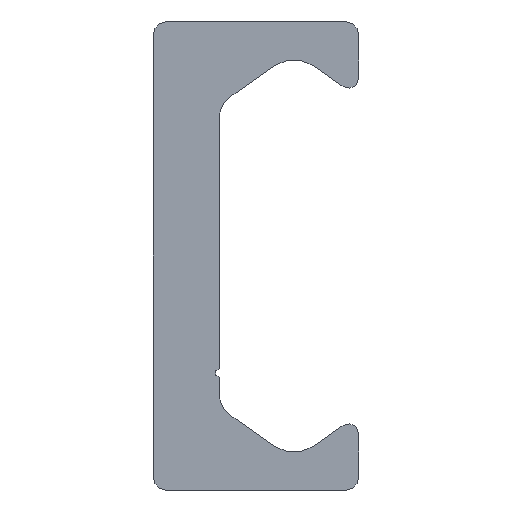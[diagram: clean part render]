
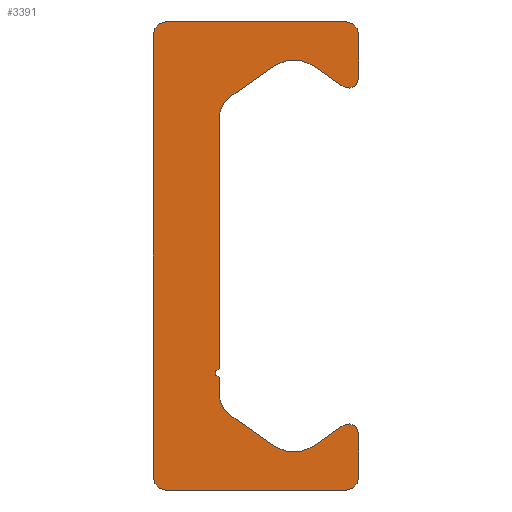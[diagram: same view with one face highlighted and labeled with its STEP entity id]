
A CAD part, left-side view. The second image highlights one B-rep face of the part: STEP entity #3391.
In plain terms, the highlighted planar face has unit normal (-1, 0, 0).
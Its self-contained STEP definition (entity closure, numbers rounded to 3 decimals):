
#2464=CARTESIAN_POINT('',(0.0,5.4,-14.));
#2465=VERTEX_POINT('',#2464);
#2472=CARTESIAN_POINT('',(0.0,6.15,-13.25));
#2473=VERTEX_POINT('',#2472);
#2474=CARTESIAN_POINT('',(0.0,5.4,-13.25));
#2475=DIRECTION('',(1.0,0.0,0.0));
#2476=DIRECTION('',(0.0,0.0,-1.0));
#2477=AXIS2_PLACEMENT_3D('',#2474,#2475,#2476);
#2478=CIRCLE('',#2477,0.75);
#2479=EDGE_CURVE('',#2465,#2473,#2478,.T.);
#2503=CARTESIAN_POINT('',(0.0,-5.4,-14.));
#2504=VERTEX_POINT('',#2503);
#2511=CARTESIAN_POINT('',(0.0,-5.4,-14.));
#2512=DIRECTION('',(0.0,1.0,0.0));
#2513=VECTOR('',#2512,10.8);
#2514=LINE('',#2511,#2513);
#2515=EDGE_CURVE('',#2504,#2465,#2514,.T.);
#2535=CARTESIAN_POINT('',(0.0,-6.15,-13.25));
#2536=VERTEX_POINT('',#2535);
#2543=CARTESIAN_POINT('',(0.0,-5.4,-13.25));
#2544=DIRECTION('',(1.0,0.0,0.0));
#2545=DIRECTION('',(0.0,-1.0,0.0));
#2546=AXIS2_PLACEMENT_3D('',#2543,#2544,#2545);
#2547=CIRCLE('',#2546,0.75);
#2548=EDGE_CURVE('',#2536,#2504,#2547,.T.);
#2567=CARTESIAN_POINT('',(0.0,-6.15,-10.63));
#2568=VERTEX_POINT('',#2567);
#2575=CARTESIAN_POINT('',(0.0,-6.15,-10.63));
#2576=DIRECTION('',(0.0,0.0,-1.0));
#2577=VECTOR('',#2576,2.62);
#2578=LINE('',#2575,#2577);
#2579=EDGE_CURVE('',#2568,#2536,#2578,.T.);
#2599=CARTESIAN_POINT('',(0.0,-5.206,-10.139));
#2600=VERTEX_POINT('',#2599);
#2607=CARTESIAN_POINT('',(0.0,-5.55,-10.63));
#2608=DIRECTION('',(1.0,0.0,0.0));
#2609=DIRECTION('',(0.0,0.574,0.819));
#2610=AXIS2_PLACEMENT_3D('',#2607,#2608,#2609);
#2611=CIRCLE('',#2610,0.6);
#2612=EDGE_CURVE('',#2600,#2568,#2611,.T.);
#2631=CARTESIAN_POINT('',(0.0,-3.417,-11.391));
#2632=VERTEX_POINT('',#2631);
#2639=CARTESIAN_POINT('',(0.0,-3.417,-11.391));
#2640=DIRECTION('',(0.0,-0.819,0.574));
#2641=VECTOR('',#2640,2.184);
#2642=LINE('',#2639,#2641);
#2643=EDGE_CURVE('',#2632,#2600,#2642,.T.);
#2663=CARTESIAN_POINT('',(0.0,-1.123,-11.391));
#2664=VERTEX_POINT('',#2663);
#2671=CARTESIAN_POINT('',(0.0,-2.27,-9.753));
#2672=DIRECTION('',(-1.0,0.0,0.0));
#2673=DIRECTION('',(0.0,0.574,0.819));
#2674=AXIS2_PLACEMENT_3D('',#2671,#2672,#2673);
#2675=CIRCLE('',#2674,2.0);
#2676=EDGE_CURVE('',#2664,#2632,#2675,.T.);
#2695=CARTESIAN_POINT('',(0.0,1.56,-9.512));
#2696=VERTEX_POINT('',#2695);
#2703=CARTESIAN_POINT('',(0.0,1.56,-9.512));
#2704=DIRECTION('',(0.0,-0.819,-0.574));
#2705=VECTOR('',#2704,3.276);
#2706=LINE('',#2703,#2705);
#2707=EDGE_CURVE('',#2696,#2664,#2706,.T.);
#2727=CARTESIAN_POINT('',(0.0,2.2,-8.283));
#2728=VERTEX_POINT('',#2727);
#2735=CARTESIAN_POINT('',(0.0,0.7,-8.283));
#2736=DIRECTION('',(-1.0,0.0,0.0));
#2737=DIRECTION('',(0.0,-0.574,0.819));
#2738=AXIS2_PLACEMENT_3D('',#2735,#2736,#2737);
#2739=CIRCLE('',#2738,1.5);
#2740=EDGE_CURVE('',#2728,#2696,#2739,.T.);
#2759=CARTESIAN_POINT('',(0.0,2.2,-7.25));
#2760=VERTEX_POINT('',#2759);
#2767=CARTESIAN_POINT('',(0.0,2.2,-7.25));
#2768=DIRECTION('',(0.0,0.0,-1.0));
#2769=VECTOR('',#2768,1.033);
#2770=LINE('',#2767,#2769);
#2771=EDGE_CURVE('',#2760,#2728,#2770,.T.);
#2791=CARTESIAN_POINT('',(0.0,2.2,-6.75));
#2792=VERTEX_POINT('',#2791);
#2799=CARTESIAN_POINT('',(0.0,2.2,-7.));
#2800=DIRECTION('',(-1.0,0.0,0.0));
#2801=DIRECTION('',(0.0,0.0,1.0));
#2802=AXIS2_PLACEMENT_3D('',#2799,#2800,#2801);
#2803=CIRCLE('',#2802,0.25);
#2804=EDGE_CURVE('',#2792,#2760,#2803,.T.);
#2823=CARTESIAN_POINT('',(0.0,2.2,8.283));
#2824=VERTEX_POINT('',#2823);
#2831=CARTESIAN_POINT('',(0.0,2.2,8.283));
#2832=DIRECTION('',(0.0,0.0,-1.0));
#2833=VECTOR('',#2832,15.033);
#2834=LINE('',#2831,#2833);
#2835=EDGE_CURVE('',#2824,#2792,#2834,.T.);
#2960=CARTESIAN_POINT('',(0.0,1.56,9.512));
#2961=VERTEX_POINT('',#2960);
#2968=CARTESIAN_POINT('',(0.0,0.7,8.283));
#2969=DIRECTION('',(-1.0,0.0,0.0));
#2970=DIRECTION('',(0.0,-1.0,0.0));
#2971=AXIS2_PLACEMENT_3D('',#2968,#2969,#2970);
#2972=CIRCLE('',#2971,1.5);
#2973=EDGE_CURVE('',#2961,#2824,#2972,.T.);
#2992=CARTESIAN_POINT('',(0.0,-1.123,11.391));
#2993=VERTEX_POINT('',#2992);
#3000=CARTESIAN_POINT('',(0.0,-1.123,11.391));
#3001=DIRECTION('',(0.0,0.819,-0.574));
#3002=VECTOR('',#3001,3.276);
#3003=LINE('',#3000,#3002);
#3004=EDGE_CURVE('',#2993,#2961,#3003,.T.);
#3024=CARTESIAN_POINT('',(0.0,-3.417,11.391));
#3025=VERTEX_POINT('',#3024);
#3032=CARTESIAN_POINT('',(0.0,-2.27,9.753));
#3033=DIRECTION('',(-1.0,0.0,0.0));
#3034=DIRECTION('',(0.0,-0.574,-0.819));
#3035=AXIS2_PLACEMENT_3D('',#3032,#3033,#3034);
#3036=CIRCLE('',#3035,2.0);
#3037=EDGE_CURVE('',#3025,#2993,#3036,.T.);
#3056=CARTESIAN_POINT('',(0.0,-5.206,10.139));
#3057=VERTEX_POINT('',#3056);
#3064=CARTESIAN_POINT('',(0.0,-5.206,10.139));
#3065=DIRECTION('',(0.0,0.819,0.574));
#3066=VECTOR('',#3065,2.184);
#3067=LINE('',#3064,#3066);
#3068=EDGE_CURVE('',#3057,#3025,#3067,.T.);
#3088=CARTESIAN_POINT('',(0.0,-6.15,10.63));
#3089=VERTEX_POINT('',#3088);
#3096=CARTESIAN_POINT('',(0.0,-5.55,10.63));
#3097=DIRECTION('',(1.0,0.0,0.0));
#3098=DIRECTION('',(0.0,-1.0,0.0));
#3099=AXIS2_PLACEMENT_3D('',#3096,#3097,#3098);
#3100=CIRCLE('',#3099,0.6);
#3101=EDGE_CURVE('',#3089,#3057,#3100,.T.);
#3120=CARTESIAN_POINT('',(0.0,-6.15,13.25));
#3121=VERTEX_POINT('',#3120);
#3128=CARTESIAN_POINT('',(0.0,-6.15,13.25));
#3129=DIRECTION('',(0.0,0.0,-1.0));
#3130=VECTOR('',#3129,2.62);
#3131=LINE('',#3128,#3130);
#3132=EDGE_CURVE('',#3121,#3089,#3131,.T.);
#3152=CARTESIAN_POINT('',(0.0,-5.4,14.));
#3153=VERTEX_POINT('',#3152);
#3160=CARTESIAN_POINT('',(0.0,-5.4,13.25));
#3161=DIRECTION('',(1.0,0.0,0.0));
#3162=DIRECTION('',(0.0,0.0,1.0));
#3163=AXIS2_PLACEMENT_3D('',#3160,#3161,#3162);
#3164=CIRCLE('',#3163,0.75);
#3165=EDGE_CURVE('',#3153,#3121,#3164,.T.);
#3184=CARTESIAN_POINT('',(0.0,5.4,14.));
#3185=VERTEX_POINT('',#3184);
#3192=CARTESIAN_POINT('',(0.0,5.4,14.));
#3193=DIRECTION('',(0.0,-1.0,0.0));
#3194=VECTOR('',#3193,10.8);
#3195=LINE('',#3192,#3194);
#3196=EDGE_CURVE('',#3185,#3153,#3195,.T.);
#3216=CARTESIAN_POINT('',(0.0,6.15,13.25));
#3217=VERTEX_POINT('',#3216);
#3224=CARTESIAN_POINT('',(0.0,5.4,13.25));
#3225=DIRECTION('',(1.0,0.0,0.0));
#3226=DIRECTION('',(0.0,1.0,0.0));
#3227=AXIS2_PLACEMENT_3D('',#3224,#3225,#3226);
#3228=CIRCLE('',#3227,0.75);
#3229=EDGE_CURVE('',#3217,#3185,#3228,.T.);
#3247=CARTESIAN_POINT('',(0.0,6.15,-13.25));
#3248=DIRECTION('',(0.0,0.0,1.0));
#3249=VECTOR('',#3248,26.5);
#3250=LINE('',#3247,#3249);
#3251=EDGE_CURVE('',#2473,#3217,#3250,.T.);
#3362=CARTESIAN_POINT('',(0.0,1.352,-0.021));
#3363=DIRECTION('',(1.0,0.0,0.0));
#3364=DIRECTION('',(0.0,0.0,-1.0));
#3365=AXIS2_PLACEMENT_3D('',#3362,#3363,#3364);
#3366=PLANE('',#3365);
#3367=ORIENTED_EDGE('',*,*,#3251,.F.);
#3368=ORIENTED_EDGE('',*,*,#2479,.F.);
#3369=ORIENTED_EDGE('',*,*,#2515,.F.);
#3370=ORIENTED_EDGE('',*,*,#2548,.F.);
#3371=ORIENTED_EDGE('',*,*,#2579,.F.);
#3372=ORIENTED_EDGE('',*,*,#2612,.F.);
#3373=ORIENTED_EDGE('',*,*,#2643,.F.);
#3374=ORIENTED_EDGE('',*,*,#2676,.F.);
#3375=ORIENTED_EDGE('',*,*,#2707,.F.);
#3376=ORIENTED_EDGE('',*,*,#2740,.F.);
#3377=ORIENTED_EDGE('',*,*,#2771,.F.);
#3378=ORIENTED_EDGE('',*,*,#2804,.F.);
#3379=ORIENTED_EDGE('',*,*,#2835,.F.);
#3380=ORIENTED_EDGE('',*,*,#2973,.F.);
#3381=ORIENTED_EDGE('',*,*,#3004,.F.);
#3382=ORIENTED_EDGE('',*,*,#3037,.F.);
#3383=ORIENTED_EDGE('',*,*,#3068,.F.);
#3384=ORIENTED_EDGE('',*,*,#3101,.F.);
#3385=ORIENTED_EDGE('',*,*,#3132,.F.);
#3386=ORIENTED_EDGE('',*,*,#3165,.F.);
#3387=ORIENTED_EDGE('',*,*,#3196,.F.);
#3388=ORIENTED_EDGE('',*,*,#3229,.F.);
#3389=EDGE_LOOP('',(#3367,#3368,#3369,#3370,#3371,#3372,#3373,#3374,#3375,#3376,#3377,#3378,#3379,#3380,#3381,#3382,#3383,#3384,#3385,#3386,#3387,#3388));
#3390=FACE_OUTER_BOUND('',#3389,.T.);
#3391=ADVANCED_FACE('',(#3390),#3366,.F.);
